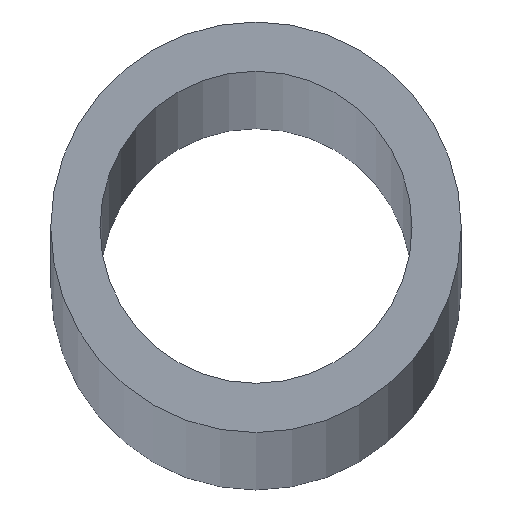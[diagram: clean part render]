
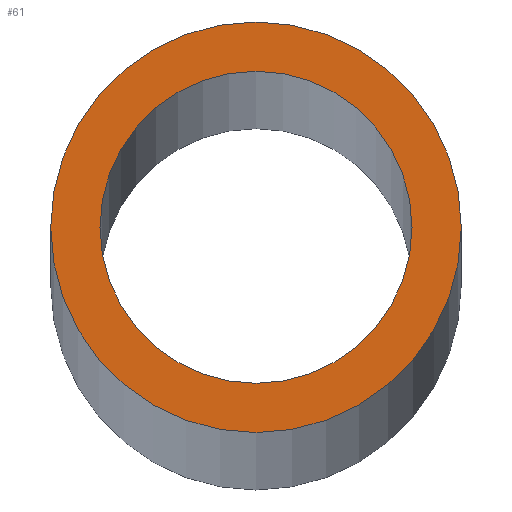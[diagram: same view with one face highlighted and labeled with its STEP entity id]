
A CAD part, top view. The second image highlights one B-rep face of the part: STEP entity #61.
In plain terms, the highlighted planar face has unit normal (0, 0, 1).
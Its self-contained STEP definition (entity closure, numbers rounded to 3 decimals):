
#7 = CARTESIAN_POINT ( 'NONE',  ( -12.5, 0., 2000. ) ) ;
#9 = CARTESIAN_POINT ( 'NONE',  ( 0., 0., 2000. ) ) ;
#23 = AXIS2_PLACEMENT_3D ( 'NONE', #72, #89, #227 ) ;
#28 = EDGE_LOOP ( 'NONE', ( #47, #126 ) ) ;
#30 = FACE_BOUND ( 'NONE', #28, .T. ) ;
#31 = EDGE_CURVE ( 'NONE', #125, #73, #207, .T. ) ;
#32 = EDGE_LOOP ( 'NONE', ( #212, #206 ) ) ;
#42 = AXIS2_PLACEMENT_3D ( 'NONE', #192, #53, #109 ) ;
#47 = ORIENTED_EDGE ( 'NONE', *, *, #31, .F. ) ;
#48 = CIRCLE ( 'NONE', #23, 12.5 ) ;
#50 = EDGE_CURVE ( 'NONE', #73, #125, #79, .T. ) ;
#51 = DIRECTION ( 'NONE',  ( 1., 0., 0. ) ) ;
#53 = DIRECTION ( 'NONE',  ( 0., 0., 1. ) ) ;
#54 = EDGE_CURVE ( 'NONE', #182, #92, #48, .T. ) ;
#61 = ADVANCED_FACE ( 'NONE', ( #209, #30 ), #210, .T. ) ;
#72 = CARTESIAN_POINT ( 'NONE',  ( 0., 0., 2000. ) ) ;
#73 = VERTEX_POINT ( 'NONE', #149 ) ;
#79 = CIRCLE ( 'NONE', #211, 9.5 ) ;
#89 = DIRECTION ( 'NONE',  ( 0., 0., 1. ) ) ;
#92 = VERTEX_POINT ( 'NONE', #7 ) ;
#109 = DIRECTION ( 'NONE',  ( 1., 0., 0. ) ) ;
#115 = CARTESIAN_POINT ( 'NONE',  ( 0., 0., 2000. ) ) ;
#125 = VERTEX_POINT ( 'NONE', #175 ) ;
#126 = ORIENTED_EDGE ( 'NONE', *, *, #50, .F. ) ;
#134 = DIRECTION ( 'NONE',  ( 0., 0., 1. ) ) ;
#145 = CARTESIAN_POINT ( 'NONE',  ( 0., 0., 2000. ) ) ;
#149 = CARTESIAN_POINT ( 'NONE',  ( -9.5, 0., 2000. ) ) ;
#168 = EDGE_CURVE ( 'NONE', #92, #182, #215, .T. ) ;
#172 = CARTESIAN_POINT ( 'NONE',  ( 12.5, 0., 2000. ) ) ;
#175 = CARTESIAN_POINT ( 'NONE',  ( 9.5, 0., 2000. ) ) ;
#182 = VERTEX_POINT ( 'NONE', #172 ) ;
#187 = DIRECTION ( 'NONE',  ( 1., 0., 0. ) ) ;
#192 = CARTESIAN_POINT ( 'NONE',  ( 0., 0., 2000. ) ) ;
#194 = DIRECTION ( 'NONE',  ( 1., 0., 0. ) ) ;
#200 = AXIS2_PLACEMENT_3D ( 'NONE', #145, #245, #187 ) ;
#205 = AXIS2_PLACEMENT_3D ( 'NONE', #115, #134, #194 ) ;
#206 = ORIENTED_EDGE ( 'NONE', *, *, #168, .T. ) ;
#207 = CIRCLE ( 'NONE', #200, 9.5 ) ;
#209 = FACE_OUTER_BOUND ( 'NONE', #32, .T. ) ;
#210 = PLANE ( 'NONE',  #42 ) ;
#211 = AXIS2_PLACEMENT_3D ( 'NONE', #9, #226, #51 ) ;
#212 = ORIENTED_EDGE ( 'NONE', *, *, #54, .T. ) ;
#215 = CIRCLE ( 'NONE', #205, 12.5 ) ;
#226 = DIRECTION ( 'NONE',  ( 0., 0., 1. ) ) ;
#227 = DIRECTION ( 'NONE',  ( 1., 0., 0. ) ) ;
#245 = DIRECTION ( 'NONE',  ( 0., 0., 1. ) ) ;
